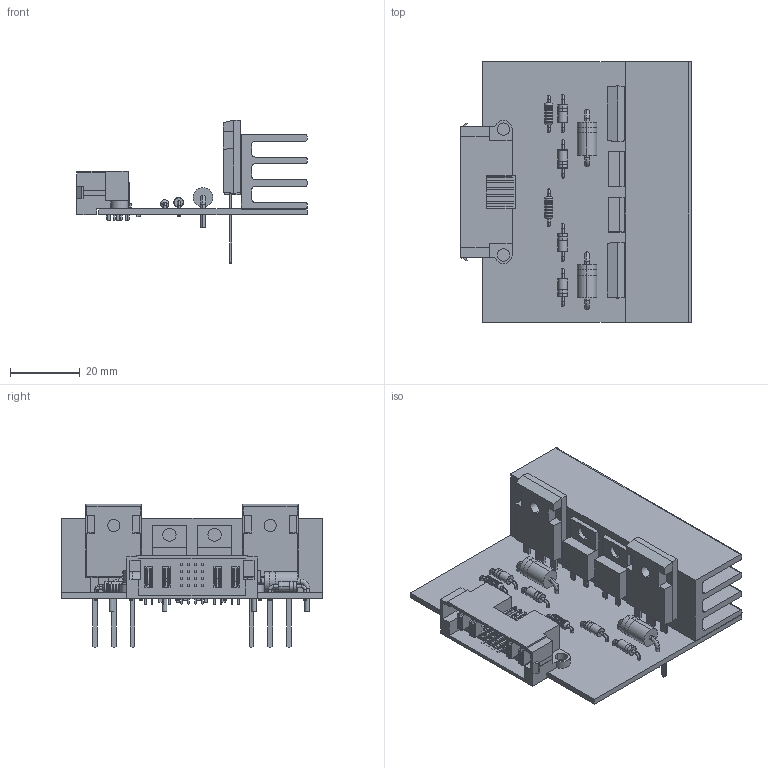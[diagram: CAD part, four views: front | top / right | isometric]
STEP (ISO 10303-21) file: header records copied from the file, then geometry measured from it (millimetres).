
FILE_DESCRIPTION(('Open CASCADE Model'),'2;1');
FILE_NAME('Open CASCADE Shape Model','2022-05-03T13:34:42',('Author'),( 'Open CASCADE'),'Open CASCADE STEP processor 6.8','Open CASCADE 6.8' ,'Unknown');
FILE_SCHEMA(('AUTOMOTIVE_DESIGN { 1 0 10303 214 1 1 1 1 }'));
Length unit declared in the file: millimetre
Products named in the file (49): PCB; Board; Open CASCADE STEP translator 6.8 1.1.1; R4; 5134963856; Extruded; 5134963696; R3; D2; User_Library-TO220-2_V-S; User_Library-TO220-2_V-S_Fusion; User_Library-TO220-2_V-S_TO220_3_V_S004; D1; R2; User_Library-AXIAL_RESISTOR(0_25W); R1; D4; User_Library-DO-201AD; User_Library-DO-201AD_Cylinder; User_Library-DO-201AD_Cylinder001; User_Library-DO-201AD_Cylinder002; User_Library-DO-201AD_Cylinder003; User_Library-DO-201AD_Torus; User_Library-DO-201AD_Cylinder004; User_Library-DO-201AD_Torus001; User_Library-DO-201AD_Cylinder005; User_Library-DO-201AD_Cylinder006; D3; Q2; User_Library-TO-247_CASE_340L-02_Vertical; User_Library-TO-247_CASE_340L-02_Vertical_1; User_Library-TO-247_CASE_340L-02_Vertical_2; User_Library-TO-247_CASE_340L-02_Vertical_3; User_Library-TO-247_CASE_340L-02_Vertical_4; D5; User_Library-DO-41-2; D6; D7; D8; J1 ...
Assembly tree (62 placements, depth 4):
  PCB
    Board
      Open CASCADE STEP translator 6.8 1.1.1
    R4
      5134963856  x2
        Extruded
      5134963696
        Extruded
    R3
      5134963856  x2
        Extruded
      5134963696
        Extruded
    D2
      User_Library-TO220-2_V-S
        User_Library-TO220-2_V-S_Fusion
        User_Library-TO220-2_V-S_TO220_3_V_S004
    D1
      User_Library-TO220-2_V-S
        User_Library-TO220-2_V-S_Fusion
        User_Library-TO220-2_V-S_TO220_3_V_S004
    R2
      User_Library-AXIAL_RESISTOR(0_25W)
    R1
      User_Library-AXIAL_RESISTOR(0_25W)
    D4
      User_Library-DO-201AD
        User_Library-DO-201AD_Cylinder
        User_Library-DO-201AD_Cylinder001
        User_Library-DO-201AD_Cylinder002
        User_Library-DO-201AD_Cylinder003
        User_Library-DO-201AD_Torus
        User_Library-DO-201AD_Cylinder004
        User_Library-DO-201AD_Torus001
        User_Library-DO-201AD_Cylinder005
        User_Library-DO-201AD_Cylinder006
    D3
      User_Library-DO-201AD
        User_Library-DO-201AD_Cylinder
        User_Library-DO-201AD_Cylinder001
        User_Library-DO-201AD_Cylinder002
        User_Library-DO-201AD_Cylinder003
        User_Library-DO-201AD_Torus
        User_Library-DO-201AD_Cylinder004
        User_Library-DO-201AD_Torus001
        User_Library-DO-201AD_Cylinder005
        User_Library-DO-201AD_Cylinder006
    Q2
      User_Library-TO-247_CASE_340L-02_Vertical
        User_Library-TO-247_CASE_340L-02_Vertical_1
        User_Library-TO-247_CASE_340L-02_Vertical_2
        User_Library-TO-247_CASE_340L-02_Vertical_3
        User_Library-TO-247_CASE_340L-02_Vertical_4
    D5
      User_Library-DO-41-2
    D6
      User_Library-DO-41-2
    D7
      User_Library-DO-41-2
    D8
Bounding box: 66.3 x 75 x 41.4 mm (x, y, z)
Volume: 29742.3 mm3; surface area: 34559.7 mm2
Topology: 55 solids, 55 shells, 1535 faces, 3890 edges, 2484 vertices
Faces by surface type: plane 1165, cylinder 278, torus 48, revolution 24, bspline 20
Full cylindrical faces by diameter (mm): 3.2 x2
Entity records: 34669 total; most frequent: CARTESIAN_POINT 5457, ORIENTED_EDGE 4712, DIRECTION 4494, EDGE_CURVE 2356, LINE 2028, VECTOR 2028, VERTEX_POINT 1518, AXIS2_PLACEMENT_3D 1227
